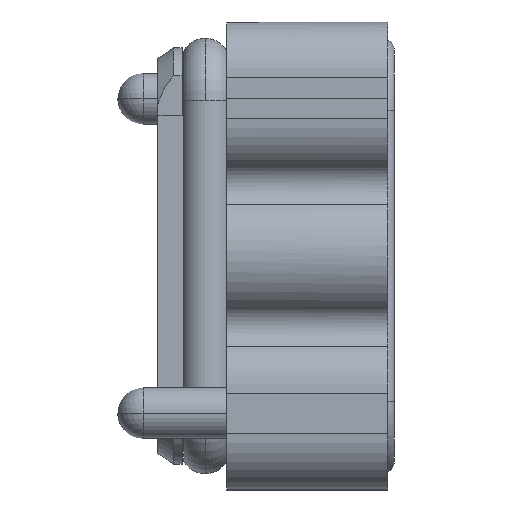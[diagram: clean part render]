
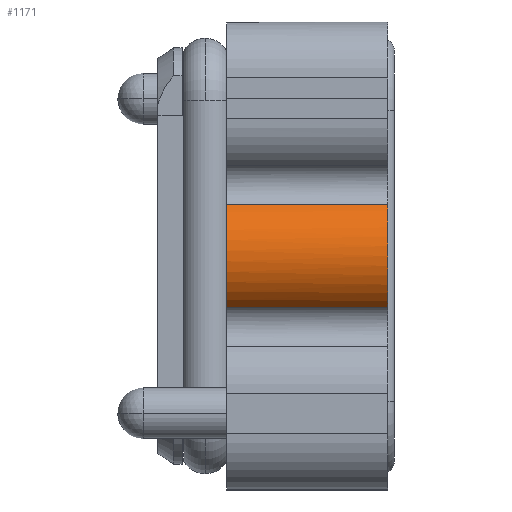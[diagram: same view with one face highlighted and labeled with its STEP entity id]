
A CAD part, left-side view. The second image highlights one B-rep face of the part: STEP entity #1171.
In plain terms, the highlighted cylindrical face has radius 8 mm (diameter 16 mm), a partial arc.
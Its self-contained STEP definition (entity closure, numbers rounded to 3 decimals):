
#183=CYLINDRICAL_SURFACE('',#10762,8.);
#376=FACE_OUTER_BOUND('',#3807,.T.);
#914=CIRCLE('',#10692,8.);
#1171=ADVANCED_FACE('NONE',(#376),#183,.T.);
#3807=EDGE_LOOP('',(#4857,#4858,#4859,#4860));
#4857=ORIENTED_EDGE('',*,*,#8885,.T.);
#4858=ORIENTED_EDGE('',*,*,#8886,.T.);
#4859=ORIENTED_EDGE('',*,*,#8883,.T.);
#4860=ORIENTED_EDGE('',*,*,#8730,.F.);
#7663=VERTEX_POINT('',#14612);
#7664=VERTEX_POINT('',#14614);
#7780=VERTEX_POINT('',#14992);
#7781=VERTEX_POINT('',#15004);
#8730=EDGE_CURVE('NONE',#7663,#7664,#914,.T.);
#8883=EDGE_CURVE('NONE',#7780,#7664,#10162,.T.);
#8885=EDGE_CURVE('NONE',#7663,#7781,#10164,.T.);
#8886=EDGE_CURVE('NONE',#7781,#7780,#10165,.T.);
#10162=B_SPLINE_CURVE_WITH_KNOTS('',3,(#14988,#14989,#14990,#14991),
 .UNSPECIFIED.,.F.,.F.,(4,4),(0.,1.),.UNSPECIFIED.);
#10164=B_SPLINE_CURVE_WITH_KNOTS('',3,(#15000,#15001,#15002,#15003),
 .UNSPECIFIED.,.F.,.F.,(4,4),(0.,1.),.UNSPECIFIED.);
#10165=B_SPLINE_CURVE_WITH_KNOTS('',3,(#15005,#15006,#15007,#15008,#15009,
#15010),.UNSPECIFIED.,.F.,.F.,(4,2,4),(0.,0.5,1.),.UNSPECIFIED.);
#10692=AXIS2_PLACEMENT_3D('',#14613,#11679,#11680);
#10762=AXIS2_PLACEMENT_3D('',#15011,#11919,#11920);
#11679=DIRECTION('',(0.,1.,0.));
#11680=DIRECTION('',(0.,0.,-1.));
#11919=DIRECTION('',(0.,-1.,0.));
#11920=DIRECTION('',(0.,0.,-1.));
#14612=CARTESIAN_POINT('',(-93.344,110.,-6.364));
#14613=CARTESIAN_POINT('',(-88.5,110.,0.003));
#14614=CARTESIAN_POINT('',(-93.344,110.,6.37));
#14988=CARTESIAN_POINT('',(-93.344,90.,6.37));
#14989=CARTESIAN_POINT('',(-93.344,96.667,6.37));
#14990=CARTESIAN_POINT('',(-93.344,103.333,6.37));
#14991=CARTESIAN_POINT('',(-93.344,110.,6.37));
#14992=CARTESIAN_POINT('',(-93.344,90.,6.37));
#15000=CARTESIAN_POINT('',(-93.344,110.,-6.364));
#15001=CARTESIAN_POINT('',(-93.344,103.333,-6.364));
#15002=CARTESIAN_POINT('',(-93.344,96.667,-6.364));
#15003=CARTESIAN_POINT('',(-93.344,90.,-6.364));
#15004=CARTESIAN_POINT('',(-93.344,90.,-6.364));
#15005=CARTESIAN_POINT('',(-93.344,90.,-6.364));
#15006=CARTESIAN_POINT('',(-95.297,90.,-4.878));
#15007=CARTESIAN_POINT('',(-96.5,90.,-2.452));
#15008=CARTESIAN_POINT('',(-96.5,90.,2.457));
#15009=CARTESIAN_POINT('',(-95.297,90.,4.884));
#15010=CARTESIAN_POINT('',(-93.344,90.,6.37));
#15011=CARTESIAN_POINT('',(-88.5,110.,0.003));
